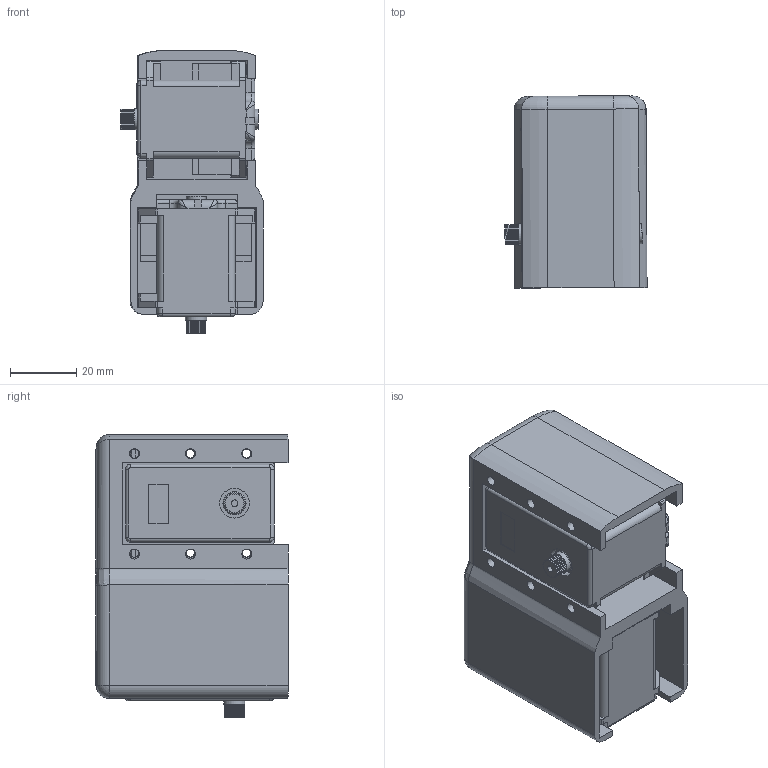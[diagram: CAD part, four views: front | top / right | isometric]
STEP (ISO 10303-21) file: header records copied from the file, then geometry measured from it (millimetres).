
FILE_DESCRIPTION(/* description */ (''),/* implementation_level */ '2;1');
FILE_NAME(/* name */ 'LINK5.stp',/* time_stamp */ '2025-10-16T00:04:18+09:00',/* author */ ('wlgns'),/* organization */ (''),/* preprocessor_version */ 'ST-DEVELOPER v20.1',/* originating_system */ 'Autodesk Inventor 2026',/* authorisation */ '');
FILE_SCHEMA (('AUTOMOTIVE_DESIGN { 1 0 10303 214 3 1 1 }'));
Length unit declared in the file: millimetre
Products named in the file (1): LINK5
Bounding box: 43.05 x 58.17 x 85.69 mm (x, y, z)
Volume: 117595.7 mm3; surface area: 48353.6 mm2
Topology: 1 solids, 1 shells, 968 faces, 2636 edges, 1692 vertices
Faces by surface type: plane 654, cylinder 284, bspline 16, torus 10, cone 2, sphere 2
Full cylindrical faces by diameter (mm): 2 x4, 2.7 x32, 2.9 x8, 3 x24, 6 x2, 6.5 x2, 7 x2, 8 x2, 9 x2, 13 x2
Entity records: 32259 total; most frequent: CARTESIAN_POINT 6360, ORIENTED_EDGE 5260, DIRECTION 5108, EDGE_CURVE 2630, LINE 2004, VECTOR 2004, VERTEX_POINT 1692, AXIS2_PLACEMENT_3D 1552
